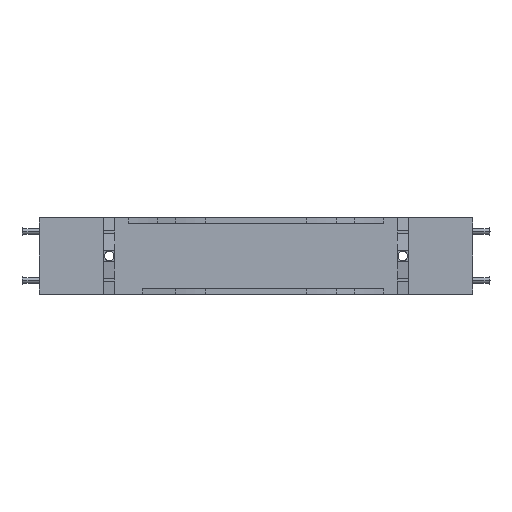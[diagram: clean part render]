
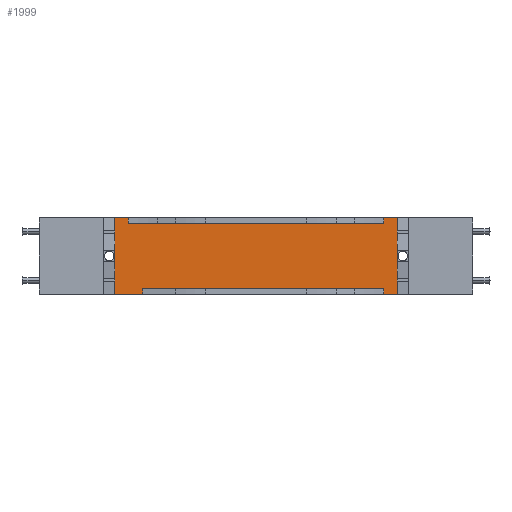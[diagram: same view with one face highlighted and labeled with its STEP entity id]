
A CAD part, top view. The second image highlights one B-rep face of the part: STEP entity #1999.
In plain terms, the highlighted planar face has unit normal (0, 0, 1).
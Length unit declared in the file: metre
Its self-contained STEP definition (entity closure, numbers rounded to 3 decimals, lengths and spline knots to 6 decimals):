
#4 = VECTOR ( 'NONE', #1220, 1. ) ;
#45 = VECTOR ( 'NONE', #1661, 1. ) ;
#115 = CARTESIAN_POINT ( 'NONE',  ( -12.324932, 1.3692, -0.96 ) ) ;
#121 = EDGE_CURVE ( 'NONE', #493, #2254, #529, .T. ) ;
#122 = VECTOR ( 'NONE', #1719, 1. ) ;
#166 = CARTESIAN_POINT ( 'NONE',  ( -15.5, 1.3692, -0.96 ) ) ;
#206 = EDGE_CURVE ( 'NONE', #660, #1013, #1399, .T. ) ;
#210 = ORIENTED_EDGE ( 'NONE', *, *, #1801, .F. ) ;
#232 = CARTESIAN_POINT ( 'NONE',  ( 0., 0., -0.96 ) ) ;
#315 = EDGE_CURVE ( 'NONE', #2198, #1003, #1147, .T. ) ;
#336 = VECTOR ( 'NONE', #1700, 1. ) ;
#373 = EDGE_CURVE ( 'NONE', #1909, #1632, #828, .T. ) ;
#411 = DIRECTION ( 'NONE',  ( 1., 0., 0. ) ) ;
#428 = VECTOR ( 'NONE', #2063, 1. ) ;
#483 = EDGE_CURVE ( 'NONE', #660, #1295, #2100, .T. ) ;
#493 = VERTEX_POINT ( 'NONE', #1754 ) ;
#502 = LINE ( 'NONE', #1899, #336 ) ;
#508 = CARTESIAN_POINT ( 'NONE',  ( -2.7, -1.3692, -0.96 ) ) ;
#516 = VECTOR ( 'NONE', #1543, 1. ) ;
#523 = CARTESIAN_POINT ( 'NONE',  ( -12.324932, 0., -0.96 ) ) ;
#529 = LINE ( 'NONE', #1735, #2204 ) ;
#544 = LINE ( 'NONE', #1266, #572 ) ;
#572 = VECTOR ( 'NONE', #1242, 1. ) ;
#577 = EDGE_CURVE ( 'NONE', #692, #2198, #544, .T. ) ;
#607 = CARTESIAN_POINT ( 'NONE',  ( -2.7, 1.3692, -0.96 ) ) ;
#630 = ORIENTED_EDGE ( 'NONE', *, *, #1734, .T. ) ;
#660 = VERTEX_POINT ( 'NONE', #962 ) ;
#688 = CARTESIAN_POINT ( 'NONE',  ( 0., -1.1692, -0.96 ) ) ;
#689 = LINE ( 'NONE', #1394, #516 ) ;
#692 = VERTEX_POINT ( 'NONE', #1864 ) ;
#693 = VECTOR ( 'NONE', #1878, 1. ) ;
#700 = EDGE_CURVE ( 'NONE', #2254, #1145, #1159, .T. ) ;
#729 = DIRECTION ( 'NONE',  ( 1., 0., 0. ) ) ;
#748 = ORIENTED_EDGE ( 'NONE', *, *, #315, .T. ) ;
#828 = LINE ( 'NONE', #688, #122 ) ;
#890 = ORIENTED_EDGE ( 'NONE', *, *, #1698, .T. ) ;
#962 = CARTESIAN_POINT ( 'NONE',  ( -12.8, -1.3692, -0.96 ) ) ;
#964 = EDGE_LOOP ( 'NONE', ( #1948, #890, #2163, #748, #1768, #1244, #1129, #630, #1465, #1810, #1177, #210 ) ) ;
#1003 = VERTEX_POINT ( 'NONE', #2164 ) ;
#1013 = VERTEX_POINT ( 'NONE', #1305 ) ;
#1055 = DIRECTION ( 'NONE',  ( 0., 1., 0. ) ) ;
#1057 = AXIS2_PLACEMENT_3D ( 'NONE', #232, #2146, #411 ) ;
#1129 = ORIENTED_EDGE ( 'NONE', *, *, #700, .T. ) ;
#1145 = VERTEX_POINT ( 'NONE', #1725 ) ;
#1147 = LINE ( 'NONE', #607, #45 ) ;
#1159 = LINE ( 'NONE', #1645, #2108 ) ;
#1166 = EDGE_CURVE ( 'NONE', #1003, #493, #1894, .T. ) ;
#1177 = ORIENTED_EDGE ( 'NONE', *, *, #206, .T. ) ;
#1220 = DIRECTION ( 'NONE',  ( 0., -1., 0. ) ) ;
#1226 = DIRECTION ( 'NONE',  ( 0., -1., 0. ) ) ;
#1242 = DIRECTION ( 'NONE',  ( 1., 0., 0. ) ) ;
#1244 = ORIENTED_EDGE ( 'NONE', *, *, #121, .T. ) ;
#1266 = CARTESIAN_POINT ( 'NONE',  ( -15.5, -1.3692, -0.96 ) ) ;
#1295 = VERTEX_POINT ( 'NONE', #1410 ) ;
#1305 = CARTESIAN_POINT ( 'NONE',  ( -11.8, -1.3692, -0.96 ) ) ;
#1394 = CARTESIAN_POINT ( 'NONE',  ( -15.5, 1.3692, -0.96 ) ) ;
#1399 = LINE ( 'NONE', #2097, #2166 ) ;
#1410 = CARTESIAN_POINT ( 'NONE',  ( -12.8, 1.3692, -0.96 ) ) ;
#1451 = PLANE ( 'NONE',  #1057 ) ;
#1465 = ORIENTED_EDGE ( 'NONE', *, *, #1793, .T. ) ;
#1543 = DIRECTION ( 'NONE',  ( -1., 0., 0. ) ) ;
#1600 = VERTEX_POINT ( 'NONE', #115 ) ;
#1632 = VERTEX_POINT ( 'NONE', #2157 ) ;
#1645 = CARTESIAN_POINT ( 'NONE',  ( 0., 1.1692, -0.96 ) ) ;
#1661 = DIRECTION ( 'NONE',  ( 0., 1., 0. ) ) ;
#1698 = EDGE_CURVE ( 'NONE', #1909, #692, #502, .T. ) ;
#1700 = DIRECTION ( 'NONE',  ( 0., -1., 0. ) ) ;
#1710 = LINE ( 'NONE', #523, #693 ) ;
#1719 = DIRECTION ( 'NONE',  ( -1., 0., 0. ) ) ;
#1725 = CARTESIAN_POINT ( 'NONE',  ( -12.324932, 1.1692, -0.96 ) ) ;
#1734 = EDGE_CURVE ( 'NONE', #1145, #1600, #1710, .T. ) ;
#1735 = CARTESIAN_POINT ( 'NONE',  ( -3.175068, 0., -0.96 ) ) ;
#1754 = CARTESIAN_POINT ( 'NONE',  ( -3.175068, 1.3692, -0.96 ) ) ;
#1768 = ORIENTED_EDGE ( 'NONE', *, *, #1166, .T. ) ;
#1788 = FACE_OUTER_BOUND ( 'NONE', #964, .T. ) ;
#1793 = EDGE_CURVE ( 'NONE', #1600, #1295, #689, .T. ) ;
#1801 = EDGE_CURVE ( 'NONE', #1632, #1013, #1889, .T. ) ;
#1810 = ORIENTED_EDGE ( 'NONE', *, *, #483, .F. ) ;
#1864 = CARTESIAN_POINT ( 'NONE',  ( -3.175068, -1.3692, -0.96 ) ) ;
#1878 = DIRECTION ( 'NONE',  ( 0., 1., 0. ) ) ;
#1889 = LINE ( 'NONE', #2216, #4 ) ;
#1894 = LINE ( 'NONE', #166, #428 ) ;
#1899 = CARTESIAN_POINT ( 'NONE',  ( -3.175068, 0., -0.96 ) ) ;
#1909 = VERTEX_POINT ( 'NONE', #2113 ) ;
#1921 = CARTESIAN_POINT ( 'NONE',  ( -12.8, 1.3692, -0.96 ) ) ;
#1948 = ORIENTED_EDGE ( 'NONE', *, *, #373, .F. ) ;
#1973 = VECTOR ( 'NONE', #1055, 1. ) ;
#1999 = ADVANCED_FACE ( 'NONE', ( #1788 ), #1451, .T. ) ;
#2063 = DIRECTION ( 'NONE',  ( -1., 0., 0. ) ) ;
#2097 = CARTESIAN_POINT ( 'NONE',  ( -15.5, -1.3692, -0.96 ) ) ;
#2100 = LINE ( 'NONE', #1921, #1973 ) ;
#2108 = VECTOR ( 'NONE', #2200, 1. ) ;
#2113 = CARTESIAN_POINT ( 'NONE',  ( -3.175068, -1.1692, -0.96 ) ) ;
#2146 = DIRECTION ( 'NONE',  ( 0., 0., 1. ) ) ;
#2157 = CARTESIAN_POINT ( 'NONE',  ( -11.8, -1.1692, -0.96 ) ) ;
#2163 = ORIENTED_EDGE ( 'NONE', *, *, #577, .T. ) ;
#2164 = CARTESIAN_POINT ( 'NONE',  ( -2.7, 1.3692, -0.96 ) ) ;
#2166 = VECTOR ( 'NONE', #729, 1. ) ;
#2198 = VERTEX_POINT ( 'NONE', #508 ) ;
#2200 = DIRECTION ( 'NONE',  ( -1., 0., 0. ) ) ;
#2204 = VECTOR ( 'NONE', #1226, 1. ) ;
#2216 = CARTESIAN_POINT ( 'NONE',  ( -11.8, 1.3692, -0.96 ) ) ;
#2254 = VERTEX_POINT ( 'NONE', #2258 ) ;
#2258 = CARTESIAN_POINT ( 'NONE',  ( -3.175068, 1.1692, -0.96 ) ) ;
